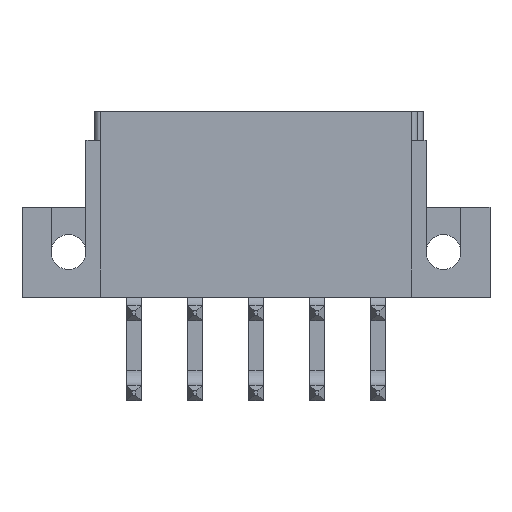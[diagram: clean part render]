
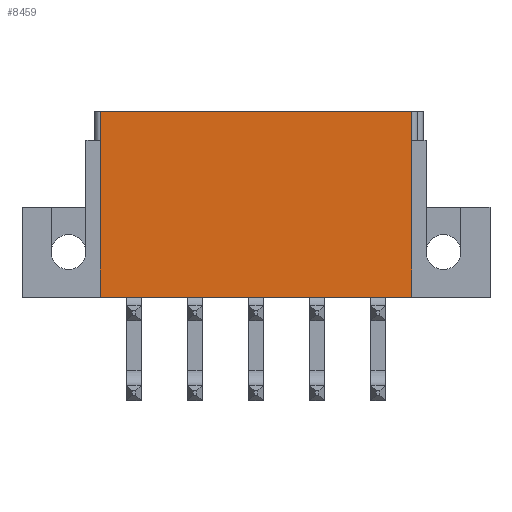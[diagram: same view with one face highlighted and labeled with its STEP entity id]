
A CAD part, front view. The second image highlights one B-rep face of the part: STEP entity #8459.
In plain terms, the highlighted planar face has unit normal (0, -1, 0).
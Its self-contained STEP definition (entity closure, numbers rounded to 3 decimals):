
#201=DIRECTION('',(-1.,0.,0.));
#202=VECTOR('',#201,21.4);
#203=CARTESIAN_POINT('',(10.7,0.4,0.));
#204=LINE('',#203,#202);
#588=DIRECTION('',(-1.,0.,0.));
#589=VECTOR('',#588,21.4);
#590=CARTESIAN_POINT('',(10.7,0.4,-12.8));
#591=LINE('',#590,#589);
#2728=DIRECTION('',(0.,0.,1.));
#2729=VECTOR('',#2728,2.);
#2730=CARTESIAN_POINT('',(10.7,0.4,-2.));
#2731=LINE('',#2730,#2729);
#2750=DIRECTION('',(0.,0.,1.));
#2751=VECTOR('',#2750,10.8);
#2752=CARTESIAN_POINT('',(10.7,0.4,-12.8));
#2753=LINE('',#2752,#2751);
#3098=DIRECTION('',(0.,0.,1.));
#3099=VECTOR('',#3098,2.);
#3100=CARTESIAN_POINT('',(-10.7,0.4,-2.));
#3101=LINE('',#3100,#3099);
#3159=DIRECTION('',(0.,0.,-1.));
#3160=VECTOR('',#3159,10.8);
#3161=CARTESIAN_POINT('',(-10.7,0.4,-2.));
#3162=LINE('',#3161,#3160);
#3207=CARTESIAN_POINT('',(10.7,0.4,-12.8));
#3208=CARTESIAN_POINT('',(-10.7,0.4,-12.8));
#3209=VERTEX_POINT('',#3207);
#3210=VERTEX_POINT('',#3208);
#3415=CARTESIAN_POINT('',(10.7,0.4,-2.));
#3416=CARTESIAN_POINT('',(10.7,0.4,0.));
#3417=VERTEX_POINT('',#3415);
#3418=VERTEX_POINT('',#3416);
#3459=CARTESIAN_POINT('',(-10.7,0.4,0.));
#3460=VERTEX_POINT('',#3459);
#3461=CARTESIAN_POINT('',(-10.7,0.4,-2.));
#3462=VERTEX_POINT('',#3461);
#8443=CARTESIAN_POINT('',(11.1,0.4,0.));
#8444=DIRECTION('',(0.,-1.,0.));
#8445=DIRECTION('',(-1.,0.,0.));
#8446=AXIS2_PLACEMENT_3D('',#8443,#8444,#8445);
#8447=PLANE('',#8446);
#8448=ORIENTED_EDGE('',*,*,#8434,.F.);
#8450=ORIENTED_EDGE('',*,*,#8449,.F.);
#8451=ORIENTED_EDGE('',*,*,#4625,.T.);
#8453=ORIENTED_EDGE('',*,*,#8452,.F.);
#8455=ORIENTED_EDGE('',*,*,#8454,.T.);
#8456=ORIENTED_EDGE('',*,*,#4174,.F.);
#8457=EDGE_LOOP('',(#8448,#8450,#8451,#8453,#8455,#8456));
#8458=FACE_OUTER_BOUND('',#8457,.F.);
#8459=ADVANCED_FACE('',(#8458),#8447,.T.);
#4174=EDGE_CURVE('',#3418,#3460,#204,.T.);
#4625=EDGE_CURVE('',#3209,#3210,#591,.T.);
#8434=EDGE_CURVE('',#3417,#3418,#2731,.T.);
#8449=EDGE_CURVE('',#3209,#3417,#2753,.T.);
#8452=EDGE_CURVE('',#3462,#3210,#3162,.T.);
#8454=EDGE_CURVE('',#3462,#3460,#3101,.T.);
